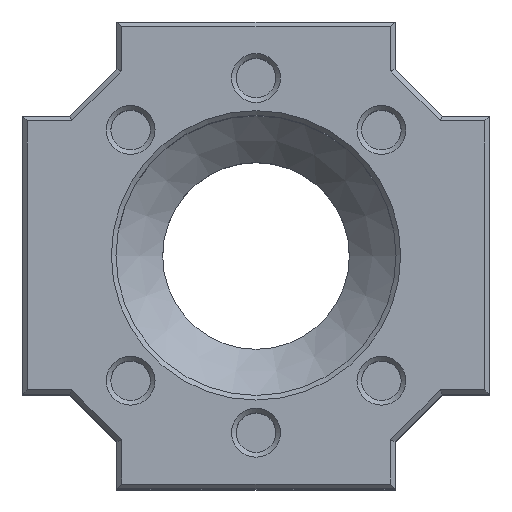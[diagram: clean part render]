
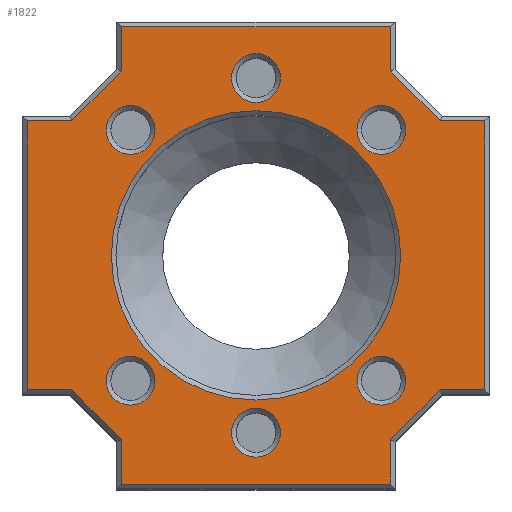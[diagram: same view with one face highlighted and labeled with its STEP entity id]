
A CAD part, top view. The second image highlights one B-rep face of the part: STEP entity #1822.
In plain terms, the highlighted planar face has unit normal (0, 0, 1).
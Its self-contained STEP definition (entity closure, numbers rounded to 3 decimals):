
#40=FACE_BOUND('',#313,.T.);
#41=FACE_BOUND('',#314,.T.);
#42=FACE_BOUND('',#315,.T.);
#43=FACE_BOUND('',#316,.T.);
#44=FACE_BOUND('',#317,.T.);
#45=FACE_BOUND('',#318,.T.);
#46=FACE_BOUND('',#319,.T.);
#51=CIRCLE('',#1953,15.5);
#52=CIRCLE('',#1954,2.617);
#53=CIRCLE('',#1955,2.617);
#54=CIRCLE('',#1956,2.617);
#55=CIRCLE('',#1957,2.617);
#56=CIRCLE('',#1958,2.617);
#57=CIRCLE('',#1959,2.617);
#198=FACE_OUTER_BOUND('',#312,.T.);
#312=EDGE_LOOP('',(#1365,#1366,#1367,#1368,#1369,#1370,#1371,#1372,#1373,
#1374,#1375,#1376,#1377,#1378,#1379,#1380));
#313=EDGE_LOOP('',(#1381));
#314=EDGE_LOOP('',(#1382));
#315=EDGE_LOOP('',(#1383));
#316=EDGE_LOOP('',(#1384));
#317=EDGE_LOOP('',(#1385));
#318=EDGE_LOOP('',(#1386));
#319=EDGE_LOOP('',(#1387));
#441=LINE('',#2661,#609);
#445=LINE('',#2669,#613);
#448=LINE('',#2675,#616);
#451=LINE('',#2681,#619);
#454=LINE('',#2687,#622);
#457=LINE('',#2693,#625);
#460=LINE('',#2699,#628);
#463=LINE('',#2705,#631);
#466=LINE('',#2711,#634);
#470=LINE('',#2719,#638);
#473=LINE('',#2725,#641);
#476=LINE('',#2731,#644);
#479=LINE('',#2737,#647);
#482=LINE('',#2743,#650);
#485=LINE('',#2749,#653);
#488=LINE('',#2753,#656);
#609=VECTOR('',#2165,10.);
#613=VECTOR('',#2171,10.);
#616=VECTOR('',#2176,10.);
#619=VECTOR('',#2181,10.);
#622=VECTOR('',#2186,10.);
#625=VECTOR('',#2191,10.);
#628=VECTOR('',#2196,10.);
#631=VECTOR('',#2201,10.);
#634=VECTOR('',#2206,10.);
#638=VECTOR('',#2212,10.);
#641=VECTOR('',#2217,10.);
#644=VECTOR('',#2222,10.);
#647=VECTOR('',#2227,10.);
#650=VECTOR('',#2232,10.);
#653=VECTOR('',#2237,10.);
#656=VECTOR('',#2242,10.);
#762=VERTEX_POINT('',#2659);
#763=VERTEX_POINT('',#2660);
#766=VERTEX_POINT('',#2668);
#768=VERTEX_POINT('',#2674);
#770=VERTEX_POINT('',#2680);
#772=VERTEX_POINT('',#2686);
#774=VERTEX_POINT('',#2692);
#776=VERTEX_POINT('',#2698);
#778=VERTEX_POINT('',#2704);
#780=VERTEX_POINT('',#2710);
#783=VERTEX_POINT('',#2718);
#785=VERTEX_POINT('',#2724);
#787=VERTEX_POINT('',#2730);
#789=VERTEX_POINT('',#2736);
#791=VERTEX_POINT('',#2742);
#793=VERTEX_POINT('',#2748);
#803=VERTEX_POINT('',#2805);
#804=VERTEX_POINT('',#2807);
#805=VERTEX_POINT('',#2809);
#806=VERTEX_POINT('',#2811);
#807=VERTEX_POINT('',#2813);
#808=VERTEX_POINT('',#2815);
#809=VERTEX_POINT('',#2817);
#951=EDGE_CURVE('',#762,#763,#441,.T.);
#955=EDGE_CURVE('',#763,#766,#445,.T.);
#958=EDGE_CURVE('',#766,#768,#448,.T.);
#961=EDGE_CURVE('',#768,#770,#451,.T.);
#964=EDGE_CURVE('',#770,#772,#454,.T.);
#967=EDGE_CURVE('',#772,#774,#457,.T.);
#970=EDGE_CURVE('',#774,#776,#460,.T.);
#973=EDGE_CURVE('',#776,#778,#463,.T.);
#976=EDGE_CURVE('',#778,#780,#466,.T.);
#980=EDGE_CURVE('',#780,#783,#470,.T.);
#983=EDGE_CURVE('',#783,#785,#473,.T.);
#986=EDGE_CURVE('',#785,#787,#476,.T.);
#989=EDGE_CURVE('',#787,#789,#479,.T.);
#992=EDGE_CURVE('',#789,#791,#482,.T.);
#995=EDGE_CURVE('',#791,#793,#485,.T.);
#998=EDGE_CURVE('',#793,#762,#488,.T.);
#1016=EDGE_CURVE('',#803,#803,#51,.T.);
#1017=EDGE_CURVE('',#804,#804,#52,.T.);
#1018=EDGE_CURVE('',#805,#805,#53,.T.);
#1019=EDGE_CURVE('',#806,#806,#54,.T.);
#1020=EDGE_CURVE('',#807,#807,#55,.T.);
#1021=EDGE_CURVE('',#808,#808,#56,.T.);
#1022=EDGE_CURVE('',#809,#809,#57,.T.);
#1365=ORIENTED_EDGE('',*,*,#951,.F.);
#1366=ORIENTED_EDGE('',*,*,#998,.F.);
#1367=ORIENTED_EDGE('',*,*,#995,.F.);
#1368=ORIENTED_EDGE('',*,*,#992,.F.);
#1369=ORIENTED_EDGE('',*,*,#989,.F.);
#1370=ORIENTED_EDGE('',*,*,#986,.F.);
#1371=ORIENTED_EDGE('',*,*,#983,.F.);
#1372=ORIENTED_EDGE('',*,*,#980,.F.);
#1373=ORIENTED_EDGE('',*,*,#976,.F.);
#1374=ORIENTED_EDGE('',*,*,#973,.F.);
#1375=ORIENTED_EDGE('',*,*,#970,.F.);
#1376=ORIENTED_EDGE('',*,*,#967,.F.);
#1377=ORIENTED_EDGE('',*,*,#964,.F.);
#1378=ORIENTED_EDGE('',*,*,#961,.F.);
#1379=ORIENTED_EDGE('',*,*,#958,.F.);
#1380=ORIENTED_EDGE('',*,*,#955,.F.);
#1381=ORIENTED_EDGE('',*,*,#1016,.F.);
#1382=ORIENTED_EDGE('',*,*,#1017,.F.);
#1383=ORIENTED_EDGE('',*,*,#1018,.F.);
#1384=ORIENTED_EDGE('',*,*,#1019,.F.);
#1385=ORIENTED_EDGE('',*,*,#1020,.F.);
#1386=ORIENTED_EDGE('',*,*,#1021,.F.);
#1387=ORIENTED_EDGE('',*,*,#1022,.F.);
#1731=PLANE('',#1952);
#1822=ADVANCED_FACE('',(#198,#40,#41,#42,#43,#44,#45,#46),#1731,.T.);
#1952=AXIS2_PLACEMENT_3D('',#2804,#2268,#2269);
#1953=AXIS2_PLACEMENT_3D('',#2806,#2270,#2271);
#1954=AXIS2_PLACEMENT_3D('',#2808,#2272,#2273);
#1955=AXIS2_PLACEMENT_3D('',#2810,#2274,#2275);
#1956=AXIS2_PLACEMENT_3D('',#2812,#2276,#2277);
#1957=AXIS2_PLACEMENT_3D('',#2814,#2278,#2279);
#1958=AXIS2_PLACEMENT_3D('',#2816,#2280,#2281);
#1959=AXIS2_PLACEMENT_3D('',#2818,#2282,#2283);
#2165=DIRECTION('',(1.,0.,0.));
#2171=DIRECTION('',(0.,-1.,0.));
#2176=DIRECTION('',(-1.,0.,0.));
#2181=DIRECTION('',(-0.707,-0.707,0.));
#2186=DIRECTION('',(0.,-1.,0.));
#2191=DIRECTION('',(-1.,0.,0.));
#2196=DIRECTION('',(0.,1.,0.));
#2201=DIRECTION('',(-0.707,0.707,0.));
#2206=DIRECTION('',(-1.,0.,0.));
#2212=DIRECTION('',(0.,1.,0.));
#2217=DIRECTION('',(1.,0.,0.));
#2222=DIRECTION('',(0.707,0.707,0.));
#2227=DIRECTION('',(0.,1.,0.));
#2232=DIRECTION('',(1.,0.,0.));
#2237=DIRECTION('',(0.,-1.,0.));
#2242=DIRECTION('',(0.707,-0.707,0.));
#2268=DIRECTION('center_axis',(0.,0.,1.));
#2269=DIRECTION('ref_axis',(1.,0.,0.));
#2270=DIRECTION('center_axis',(0.,0.,1.));
#2271=DIRECTION('ref_axis',(-1.,0.,0.));
#2272=DIRECTION('center_axis',(0.,0.,1.));
#2273=DIRECTION('ref_axis',(-1.,0.,0.));
#2274=DIRECTION('center_axis',(0.,0.,1.));
#2275=DIRECTION('ref_axis',(-1.,0.,0.));
#2276=DIRECTION('center_axis',(0.,0.,1.));
#2277=DIRECTION('ref_axis',(-1.,0.,0.));
#2278=DIRECTION('center_axis',(0.,0.,1.));
#2279=DIRECTION('ref_axis',(-1.,0.,0.));
#2280=DIRECTION('center_axis',(0.,0.,1.));
#2281=DIRECTION('ref_axis',(-1.,0.,0.));
#2282=DIRECTION('center_axis',(0.,0.,1.));
#2283=DIRECTION('ref_axis',(-1.,0.,0.));
#2659=CARTESIAN_POINT('',(19.753,14.4,80.));
#2660=CARTESIAN_POINT('',(24.5,14.4,80.));
#2661=CARTESIAN_POINT('',(12.5,14.4,80.));
#2668=CARTESIAN_POINT('',(24.5,-14.4,80.));
#2669=CARTESIAN_POINT('',(24.5,-7.45,80.));
#2674=CARTESIAN_POINT('',(19.753,-14.4,80.));
#2675=CARTESIAN_POINT('',(9.98,-14.4,80.));
#2680=CARTESIAN_POINT('',(14.4,-19.753,80.));
#2681=CARTESIAN_POINT('',(15.812,-18.342,80.));
#2686=CARTESIAN_POINT('',(14.4,-24.5,80.));
#2687=CARTESIAN_POINT('',(14.4,-12.5,80.));
#2692=CARTESIAN_POINT('',(-14.4,-24.5,80.));
#2693=CARTESIAN_POINT('',(-7.45,-24.5,80.));
#2698=CARTESIAN_POINT('',(-14.4,-19.753,80.));
#2699=CARTESIAN_POINT('',(-14.4,-9.98,80.));
#2704=CARTESIAN_POINT('',(-19.753,-14.4,80.));
#2705=CARTESIAN_POINT('',(-18.342,-15.812,80.));
#2710=CARTESIAN_POINT('',(-24.5,-14.4,80.));
#2711=CARTESIAN_POINT('',(-12.5,-14.4,80.));
#2718=CARTESIAN_POINT('',(-24.5,14.4,80.));
#2719=CARTESIAN_POINT('',(-24.5,7.45,80.));
#2724=CARTESIAN_POINT('',(-19.753,14.4,80.));
#2725=CARTESIAN_POINT('',(-9.98,14.4,80.));
#2730=CARTESIAN_POINT('',(-14.4,19.753,80.));
#2731=CARTESIAN_POINT('',(-15.812,18.342,80.));
#2736=CARTESIAN_POINT('',(-14.4,24.5,80.));
#2737=CARTESIAN_POINT('',(-14.4,12.5,80.));
#2742=CARTESIAN_POINT('',(14.4,24.5,80.));
#2743=CARTESIAN_POINT('',(7.45,24.5,80.));
#2748=CARTESIAN_POINT('',(14.4,19.753,80.));
#2749=CARTESIAN_POINT('',(14.4,9.98,80.));
#2753=CARTESIAN_POINT('',(18.342,15.812,80.));
#2804=CARTESIAN_POINT('Origin',(0.,0.,
80.));
#2805=CARTESIAN_POINT('',(15.5,0.,80.));
#2806=CARTESIAN_POINT('Origin',(0.,0.,
80.));
#2807=CARTESIAN_POINT('',(-10.818,13.435,80.));
#2808=CARTESIAN_POINT('Origin',(-13.435,13.435,80.));
#2809=CARTESIAN_POINT('',(2.617,-19.,80.));
#2810=CARTESIAN_POINT('Origin',(0.,-19.,80.));
#2811=CARTESIAN_POINT('',(16.052,-13.435,80.));
#2812=CARTESIAN_POINT('Origin',(13.435,-13.435,80.));
#2813=CARTESIAN_POINT('',(2.617,19.,80.));
#2814=CARTESIAN_POINT('Origin',(0.,19.,80.));
#2815=CARTESIAN_POINT('',(16.052,13.435,80.));
#2816=CARTESIAN_POINT('Origin',(13.435,13.435,80.));
#2817=CARTESIAN_POINT('',(-10.818,-13.435,80.));
#2818=CARTESIAN_POINT('Origin',(-13.435,-13.435,80.));
